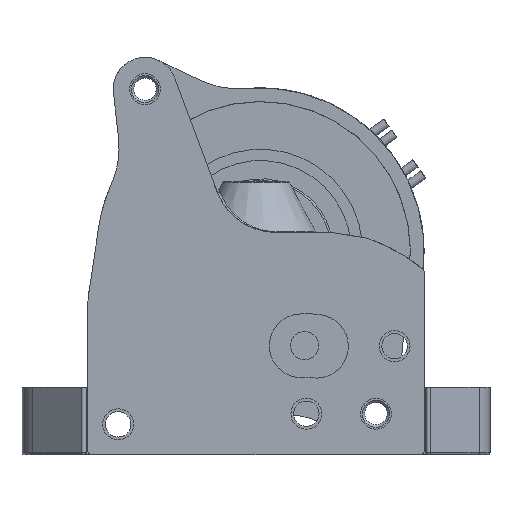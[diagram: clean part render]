
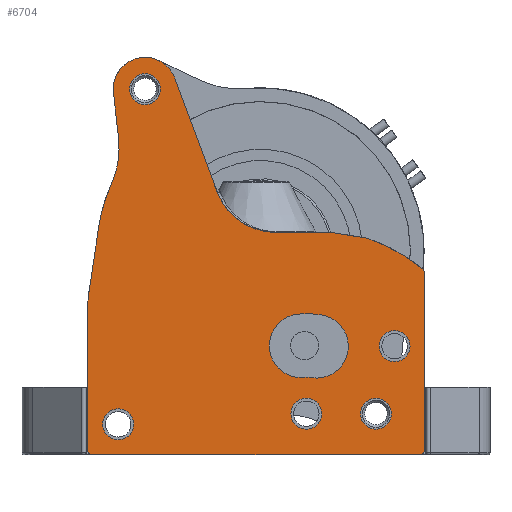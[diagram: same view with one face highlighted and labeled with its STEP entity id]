
A CAD part, front view. The second image highlights one B-rep face of the part: STEP entity #6704.
In plain terms, the highlighted planar face has unit normal (0, -1, 0).
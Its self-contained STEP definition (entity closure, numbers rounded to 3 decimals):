
#217=PLANE('',#7756);
#620=LINE('',#11553,#1035);
#632=LINE('',#11623,#1047);
#641=LINE('',#11650,#1056);
#655=LINE('',#11753,#1070);
#656=LINE('',#11756,#1071);
#657=LINE('',#11760,#1072);
#658=LINE('',#11764,#1073);
#659=LINE('',#11766,#1074);
#660=LINE('',#11772,#1075);
#1035=VECTOR('',#9030,1000.);
#1047=VECTOR('',#9056,1000.);
#1056=VECTOR('',#9073,1000.);
#1070=VECTOR('',#9183,1000.);
#1071=VECTOR('',#9186,1000.);
#1072=VECTOR('',#9189,1000.);
#1073=VECTOR('',#9192,1000.);
#1074=VECTOR('',#9193,1000.);
#1075=VECTOR('',#9198,1000.);
#2252=ORIENTED_EDGE('',*,*,#3653,.T.);
#2253=ORIENTED_EDGE('',*,*,#3650,.T.);
#2254=ORIENTED_EDGE('',*,*,#3683,.T.);
#2255=ORIENTED_EDGE('',*,*,#3736,.T.);
#2256=ORIENTED_EDGE('',*,*,#3737,.F.);
#2257=ORIENTED_EDGE('',*,*,#3738,.F.);
#2258=ORIENTED_EDGE('',*,*,#3690,.T.);
#2259=ORIENTED_EDGE('',*,*,#3671,.F.);
#2260=ORIENTED_EDGE('',*,*,#3677,.F.);
#2261=ORIENTED_EDGE('',*,*,#3739,.T.);
#2262=ORIENTED_EDGE('',*,*,#3740,.T.);
#2263=ORIENTED_EDGE('',*,*,#3741,.T.);
#2264=ORIENTED_EDGE('',*,*,#3742,.T.);
#2265=ORIENTED_EDGE('',*,*,#3743,.T.);
#2266=ORIENTED_EDGE('',*,*,#3744,.T.);
#2267=ORIENTED_EDGE('',*,*,#3745,.T.);
#2268=ORIENTED_EDGE('',*,*,#3746,.T.);
#2269=ORIENTED_EDGE('',*,*,#3747,.T.);
#2270=ORIENTED_EDGE('',*,*,#3748,.F.);
#2271=ORIENTED_EDGE('',*,*,#3749,.F.);
#2272=ORIENTED_EDGE('',*,*,#3750,.F.);
#2273=ORIENTED_EDGE('',*,*,#3751,.F.);
#2274=ORIENTED_EDGE('',*,*,#3752,.F.);
#2275=ORIENTED_EDGE('',*,*,#3753,.F.);
#2276=ORIENTED_EDGE('',*,*,#3754,.F.);
#2277=ORIENTED_EDGE('',*,*,#3755,.T.);
#2278=ORIENTED_EDGE('',*,*,#3756,.F.);
#3650=EDGE_CURVE('',#4486,#4489,#5012,.F.);
#3653=EDGE_CURVE('',#4492,#4486,#620,.T.);
#3671=EDGE_CURVE('',#4508,#4509,#632,.T.);
#3677=EDGE_CURVE('',#4513,#4508,#5018,.F.);
#3683=EDGE_CURVE('',#4489,#4517,#641,.T.);
#3690=EDGE_CURVE('',#4524,#4509,#5022,.T.);
#3736=EDGE_CURVE('',#4517,#4558,#5058,.T.);
#3737=EDGE_CURVE('',#4559,#4558,#655,.T.);
#3738=EDGE_CURVE('',#4524,#4559,#5059,.T.);
#3739=EDGE_CURVE('',#4513,#4560,#656,.T.);
#3740=EDGE_CURVE('',#4560,#4561,#5060,.T.);
#3741=EDGE_CURVE('',#4561,#4562,#657,.T.);
#3742=EDGE_CURVE('',#4562,#4563,#5061,.T.);
#3743=EDGE_CURVE('',#4563,#4564,#658,.T.);
#3744=EDGE_CURVE('',#4564,#4565,#659,.T.);
#3745=EDGE_CURVE('',#4565,#4566,#5062,.T.);
#3746=EDGE_CURVE('',#4566,#4567,#5063,.T.);
#3747=EDGE_CURVE('',#4567,#4492,#660,.T.);
#3748=EDGE_CURVE('',#4568,#4568,#5064,.T.);
#3749=EDGE_CURVE('',#4569,#4569,#5065,.T.);
#3750=EDGE_CURVE('',#4570,#4570,#5066,.T.);
#3751=EDGE_CURVE('',#4571,#4571,#5067,.T.);
#3752=EDGE_CURVE('',#4572,#4573,#5068,.T.);
#3753=EDGE_CURVE('',#4574,#4572,#5069,.T.);
#3754=EDGE_CURVE('',#4575,#4574,#5070,.T.);
#3755=EDGE_CURVE('',#4575,#4573,#5071,.T.);
#3756=EDGE_CURVE('',#4576,#4576,#5072,.T.);
#4486=VERTEX_POINT('',#11535);
#4489=VERTEX_POINT('',#11546);
#4492=VERTEX_POINT('',#11554);
#4508=VERTEX_POINT('',#11622);
#4509=VERTEX_POINT('',#11624);
#4513=VERTEX_POINT('',#11634);
#4517=VERTEX_POINT('',#11649);
#4524=VERTEX_POINT('',#11666);
#4558=VERTEX_POINT('',#11752);
#4559=VERTEX_POINT('',#11754);
#4560=VERTEX_POINT('',#11757);
#4561=VERTEX_POINT('',#11759);
#4562=VERTEX_POINT('',#11761);
#4563=VERTEX_POINT('',#11763);
#4564=VERTEX_POINT('',#11765);
#4565=VERTEX_POINT('',#11767);
#4566=VERTEX_POINT('',#11769);
#4567=VERTEX_POINT('',#11771);
#4568=VERTEX_POINT('',#11774);
#4569=VERTEX_POINT('',#11776);
#4570=VERTEX_POINT('',#11778);
#4571=VERTEX_POINT('',#11780);
#4572=VERTEX_POINT('',#11782);
#4573=VERTEX_POINT('',#11783);
#4574=VERTEX_POINT('',#11785);
#4575=VERTEX_POINT('',#11787);
#4576=VERTEX_POINT('',#11790);
#5012=CIRCLE('',#7696,7.014);
#5018=CIRCLE('',#7708,10.);
#5022=CIRCLE('',#7715,18.);
#5058=CIRCLE('',#7757,3.5);
#5059=CIRCLE('',#7758,10.);
#5060=CIRCLE('',#7759,0.4);
#5061=CIRCLE('',#7760,0.4);
#5062=CIRCLE('',#7761,0.4);
#5063=CIRCLE('',#7762,20.438);
#5064=CIRCLE('',#7763,1.7);
#5065=CIRCLE('',#7764,1.7);
#5066=CIRCLE('',#7765,1.7);
#5067=CIRCLE('',#7766,1.7);
#5068=CIRCLE('',#7767,3.5);
#5069=CIRCLE('',#7768,11.002);
#5070=CIRCLE('',#7769,3.5);
#5071=CIRCLE('',#7770,4.002);
#5072=CIRCLE('',#7771,1.7);
#5542=EDGE_LOOP('',(#2252,#2253,#2254,#2255,#2256,#2257,#2258,#2259,#2260,
#2261,#2262,#2263,#2264,#2265,#2266,#2267,#2268,#2269));
#5543=EDGE_LOOP('',(#2270));
#5544=EDGE_LOOP('',(#2271));
#5545=EDGE_LOOP('',(#2272));
#5546=EDGE_LOOP('',(#2273));
#5547=EDGE_LOOP('',(#2274,#2275,#2276,#2277));
#5548=EDGE_LOOP('',(#2278));
#6058=FACE_BOUND('',#5542,.T.);
#6059=FACE_BOUND('',#5543,.T.);
#6060=FACE_BOUND('',#5544,.T.);
#6061=FACE_BOUND('',#5545,.T.);
#6062=FACE_BOUND('',#5546,.T.);
#6063=FACE_BOUND('',#5547,.T.);
#6064=FACE_BOUND('',#5548,.T.);
#6704=ADVANCED_FACE('',(#6058,#6059,#6060,#6061,#6062,#6063,#6064),#217,
 .T.);
#7696=AXIS2_PLACEMENT_3D('',#11547,#9023,#9024);
#7708=AXIS2_PLACEMENT_3D('',#11635,#9065,#9066);
#7715=AXIS2_PLACEMENT_3D('',#11665,#9087,#9088);
#7756=AXIS2_PLACEMENT_3D('',#11750,#9179,#9180);
#7757=AXIS2_PLACEMENT_3D('',#11751,#9181,#9182);
#7758=AXIS2_PLACEMENT_3D('',#11755,#9184,#9185);
#7759=AXIS2_PLACEMENT_3D('',#11758,#9187,#9188);
#7760=AXIS2_PLACEMENT_3D('',#11762,#9190,#9191);
#7761=AXIS2_PLACEMENT_3D('',#11768,#9194,#9195);
#7762=AXIS2_PLACEMENT_3D('',#11770,#9196,#9197);
#7763=AXIS2_PLACEMENT_3D('',#11773,#9199,#9200);
#7764=AXIS2_PLACEMENT_3D('',#11775,#9201,#9202);
#7765=AXIS2_PLACEMENT_3D('',#11777,#9203,#9204);
#7766=AXIS2_PLACEMENT_3D('',#11779,#9205,#9206);
#7767=AXIS2_PLACEMENT_3D('',#11781,#9207,#9208);
#7768=AXIS2_PLACEMENT_3D('',#11784,#9209,#9210);
#7769=AXIS2_PLACEMENT_3D('',#11786,#9211,#9212);
#7770=AXIS2_PLACEMENT_3D('',#11788,#9213,#9214);
#7771=AXIS2_PLACEMENT_3D('',#11789,#9215,#9216);
#9023=DIRECTION('',(0.,-1.,0.));
#9024=DIRECTION('',(0.,0.,-1.));
#9030=DIRECTION('',(-1.,0.,0.));
#9056=DIRECTION('',(0.15,0.,0.989));
#9065=DIRECTION('',(0.,-1.,0.));
#9066=DIRECTION('',(0.,0.,-1.));
#9073=DIRECTION('',(-0.348,0.,0.937));
#9087=DIRECTION('',(0.,-1.,0.));
#9088=DIRECTION('',(0.,0.,-1.));
#9179=DIRECTION('',(0.,-1.,0.));
#9180=DIRECTION('',(1.,0.,0.));
#9181=DIRECTION('',(0.,-1.,0.));
#9182=DIRECTION('',(0.,0.,-1.));
#9183=DIRECTION('',(-0.112,0.,0.994));
#9184=DIRECTION('',(0.,-1.,0.));
#9185=DIRECTION('',(0.,0.,-1.));
#9186=DIRECTION('',(0.,0.,-1.));
#9187=DIRECTION('',(0.,-1.,0.));
#9188=DIRECTION('',(0.,0.,-1.));
#9189=DIRECTION('',(1.,0.,0.));
#9190=DIRECTION('',(0.,-1.,0.));
#9191=DIRECTION('',(0.,0.,-1.));
#9192=DIRECTION('',(0.,0.,1.));
#9193=DIRECTION('',(-0.001,0.,1.));
#9194=DIRECTION('',(0.,-1.,0.));
#9195=DIRECTION('',(0.,0.,-1.));
#9196=DIRECTION('',(0.,-1.,0.));
#9197=DIRECTION('',(0.,0.,-1.));
#9198=DIRECTION('',(-0.987,0.,0.159));
#9199=DIRECTION('',(0.,-1.,0.));
#9200=DIRECTION('',(0.,0.,-1.));
#9201=DIRECTION('',(0.,-1.,0.));
#9202=DIRECTION('',(0.,0.,-1.));
#9203=DIRECTION('',(0.,-1.,0.));
#9204=DIRECTION('',(0.,0.,-1.));
#9205=DIRECTION('',(0.,-1.,0.));
#9206=DIRECTION('',(0.,0.,-1.));
#9207=DIRECTION('',(0.,-1.,0.));
#9208=DIRECTION('',(0.,0.,-1.));
#9209=DIRECTION('',(0.,-1.,0.));
#9210=DIRECTION('',(0.,0.,-1.));
#9211=DIRECTION('',(0.,-1.,0.));
#9212=DIRECTION('',(0.,0.,-1.));
#9213=DIRECTION('',(0.,-1.,0.));
#9214=DIRECTION('',(0.,0.,-1.));
#9215=DIRECTION('',(0.,-1.,0.));
#9216=DIRECTION('',(0.,0.,-1.));
#11535=CARTESIAN_POINT('',(2.264,-15.9,24.431));
#11546=CARTESIAN_POINT('',(-4.311,-15.9,29.002));
#11547=CARTESIAN_POINT('',(2.264,-15.9,31.445));
#11553=CARTESIAN_POINT('',(8.174,-15.9,24.431));
#11554=CARTESIAN_POINT('',(8.427,-15.9,24.431));
#11622=CARTESIAN_POINT('',(-18.387,-15.9,17.889));
#11623=CARTESIAN_POINT('',(-17.388,-15.9,24.489));
#11624=CARTESIAN_POINT('',(-17.303,-15.9,25.051));
#11634=CARTESIAN_POINT('',(-18.5,-15.9,16.392));
#11635=CARTESIAN_POINT('',(-8.5,-15.9,16.392));
#11649=CARTESIAN_POINT('',(-8.929,-15.9,41.433));
#11650=CARTESIAN_POINT('',(-5.965,-15.9,33.453));
#11665=CARTESIAN_POINT('',(0.494,-15.9,22.357));
#11666=CARTESIAN_POINT('',(-15.94,-15.9,29.7));
#11750=CARTESIAN_POINT('',(0.,-15.9,21.857));
#11751=CARTESIAN_POINT('',(-12.21,-15.9,40.214));
#11752=CARTESIAN_POINT('',(-15.688,-15.9,39.822));
#11753=CARTESIAN_POINT('',(-13.492,-15.9,20.337));
#11754=CARTESIAN_POINT('',(-15.133,-15.9,34.899));
#11755=CARTESIAN_POINT('',(-25.07,-15.9,33.779));
#11756=CARTESIAN_POINT('',(-18.5,-15.9,33.148));
#11757=CARTESIAN_POINT('',(-18.5,-15.9,0.4));
#11758=CARTESIAN_POINT('',(-18.1,-15.9,0.4));
#11759=CARTESIAN_POINT('',(-18.1,-15.9,0.));
#11760=CARTESIAN_POINT('',(5.54,-15.9,0.));
#11761=CARTESIAN_POINT('',(18.1,-15.9,0.));
#11762=CARTESIAN_POINT('',(18.1,-15.9,0.4));
#11763=CARTESIAN_POINT('',(18.5,-15.9,0.4));
#11764=CARTESIAN_POINT('',(18.5,-15.9,5.968));
#11765=CARTESIAN_POINT('',(18.5,-15.9,11.936));
#11766=CARTESIAN_POINT('',(18.497,-15.9,17.152));
#11767=CARTESIAN_POINT('',(18.495,-15.9,20.118));
#11768=CARTESIAN_POINT('',(18.095,-15.9,20.117));
#11769=CARTESIAN_POINT('',(18.346,-15.9,20.429));
#11770=CARTESIAN_POINT('',(5.54,-15.9,4.5));
#11771=CARTESIAN_POINT('',(12.196,-15.9,23.824));
#11772=CARTESIAN_POINT('',(10.311,-15.9,24.128));
#11773=CARTESIAN_POINT('',(-15.163,-15.9,3.337));
#11774=CARTESIAN_POINT('',(-15.163,-15.9,1.637));
#11775=CARTESIAN_POINT('',(13.198,-15.9,4.5));
#11776=CARTESIAN_POINT('',(13.198,-15.9,2.8));
#11777=CARTESIAN_POINT('',(15.25,-15.9,11.934));
#11778=CARTESIAN_POINT('',(15.25,-15.9,10.234));
#11779=CARTESIAN_POINT('',(5.54,-15.9,4.5));
#11780=CARTESIAN_POINT('',(5.54,-15.9,2.8));
#11781=CARTESIAN_POINT('',(4.958,-15.9,11.98));
#11782=CARTESIAN_POINT('',(4.686,-15.9,15.469));
#11783=CARTESIAN_POINT('',(5.229,-15.9,8.49));
#11784=CARTESIAN_POINT('',(5.54,-15.9,4.5));
#11785=CARTESIAN_POINT('',(7.175,-15.9,15.38));
#11786=CARTESIAN_POINT('',(6.655,-15.9,11.919));
#11787=CARTESIAN_POINT('',(6.135,-15.9,8.458));
#11788=CARTESIAN_POINT('',(5.54,-15.9,4.5));
#11789=CARTESIAN_POINT('',(-12.21,-15.9,40.214));
#11790=CARTESIAN_POINT('',(-12.21,-15.9,38.514));
